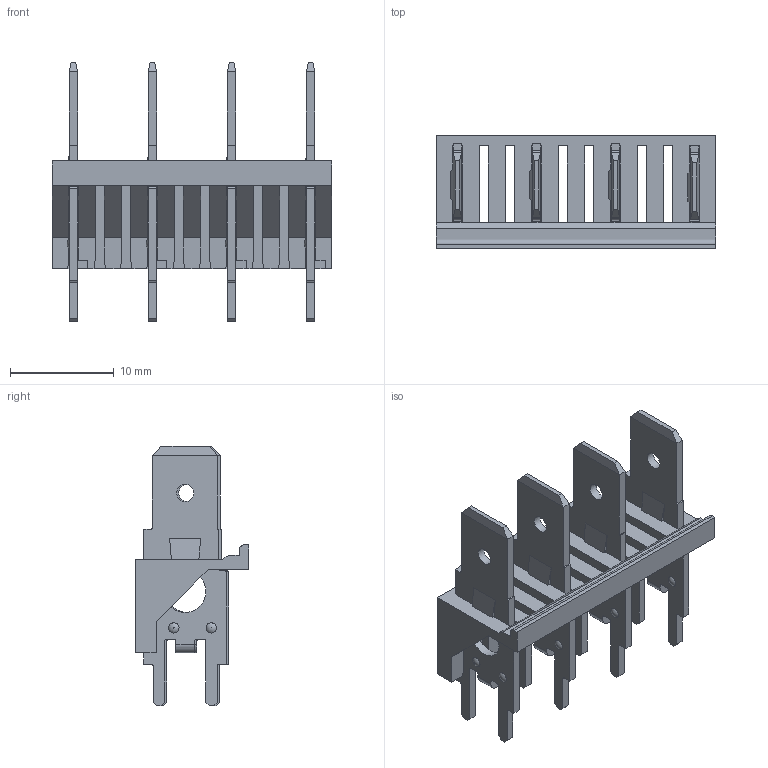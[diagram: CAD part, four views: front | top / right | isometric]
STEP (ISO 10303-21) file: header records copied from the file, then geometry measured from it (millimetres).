
FILE_DESCRIPTION(/* description */ ('Unknown'),/* implementation_level */ '2;1');
FILE_NAME(/* name */ 'J_Wurth_WR-FAST_638363222004',/* time_stamp */ '2025-06-19T16:13:50+08:00',/* author */ ('Unknown'),/* organization */ ('Unknown'),/* preprocessor_version */ 'ST-DEVELOPER v19.4',/* originating_system */ 'Solid Edge',/* authorisation */ 'Unknown');
FILE_SCHEMA (('AUTOMOTIVE_DESIGN {1 0 10303 214 3 1 1}'));
Length unit declared in the file: millimetre
Products named in the file (2): J_Wurth_WR-FAST_638363222004
Assembly tree (1 placements, depth 2):
  J_Wurth_WR-FAST_638363222004
    J_Wurth_WR-FAST_638363222004
Bounding box: 26.98 x 10.9 x 25 mm (x, y, z)
Volume: 1296 mm3; surface area: 2979.7 mm2
Topology: 2 solids, 2 shells, 336 faces, 996 edges, 644 vertices
Faces by surface type: plane 251, cylinder 61, cone 16, torus 8
Full cylindrical faces by diameter (mm): 1.65 x4, 4 x4
Entity records: 12885 total; most frequent: CARTESIAN_POINT 1930, ORIENTED_EDGE 1912, DIRECTION 1770, EDGE_CURVE 956, LINE 818, VECTOR 818, VERTEX_POINT 636, AXIS2_PLACEMENT_3D 476
